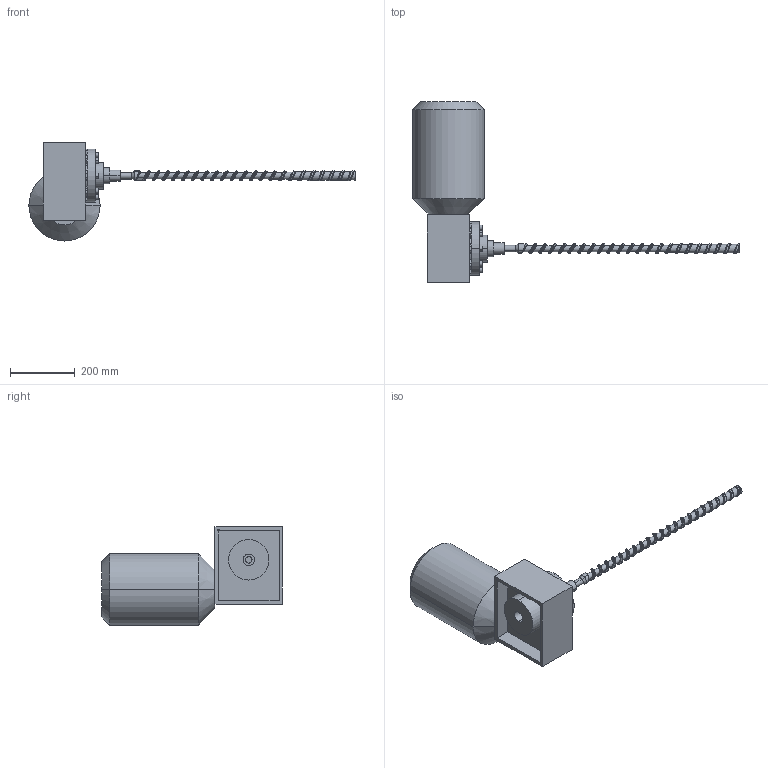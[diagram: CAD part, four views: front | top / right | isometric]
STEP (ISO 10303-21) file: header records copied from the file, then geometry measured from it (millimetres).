
FILE_DESCRIPTION (( 'STEP AP214' ), '1' );
FILE_NAME ('ObeliskSTEP-BearingBlockDesign.STEP', '2020-02-04T09:23:03', ( '' ), ( '' ), 'SwSTEP 2.0', 'SolidWorks 2019', '' );
FILE_SCHEMA (( 'AUTOMOTIVE_DESIGN' ));
Length unit declared in the file: millimetre
Products named in the file (17): _51107_PART3.stp; _32007 X_or.stp; EXTPRO-V1_1100.02-A_Screw; EXTPRO-V1_1100.02-A_Screw_Support; _51107_PART1.stp; SKF-Thrust-Bearing_51107; _51107_PART2.stp; Bearing_housing; SKF-Thrust-Bearing_51107.stp; Allen_Screw_M8 x 30mm; _51107_PART4.stp; _32007 X_roller.stp; ObeliskSTEP-BearingBlockDesign; _32007 X_cage.stp; _32007 X_ir.stp; Reducer+Motor; SKF-Tapered-Bearing-32007 X.stp
Assembly tree (62 placements, depth 4):
  ObeliskSTEP-BearingBlockDesign
    Reducer+Motor
    Bearing_housing
    EXTPRO-V1_1100.02-A_Screw
    EXTPRO-V1_1100.02-A_Screw_Support
    SKF-Tapered-Bearing-32007 X.stp
      _32007 X_ir.stp
      _32007 X_cage.stp
      _32007 X_roller.stp  x20
      _32007 X_or.stp
    Allen_Screw_M8 x 30mm  x8
    SKF-Thrust-Bearing_51107
      SKF-Thrust-Bearing_51107.stp
        _51107_PART1.stp
        _51107_PART2.stp
        _51107_PART3.stp
        _51107_PART4.stp  x21
Bounding box: 1007.43 x 558 x 303 mm (x, y, z)
Volume: 17574686.8 mm3; surface area: 839814.5 mm2
Topology: 59 solids, 59 shells, 631 faces, 1494 edges, 974 vertices
Faces by surface type: cylinder 258, plane 203, cone 74, sphere 42, torus 32, bspline 22
Entity records: 34475 total; most frequent: CARTESIAN_POINT 23438, DIRECTION 2294, ORIENTED_EDGE 2046, EDGE_CURVE 1023, AXIS2_PLACEMENT_3D 945, VERTEX_POINT 655, EDGE_LOOP 518, CIRCLE 482
